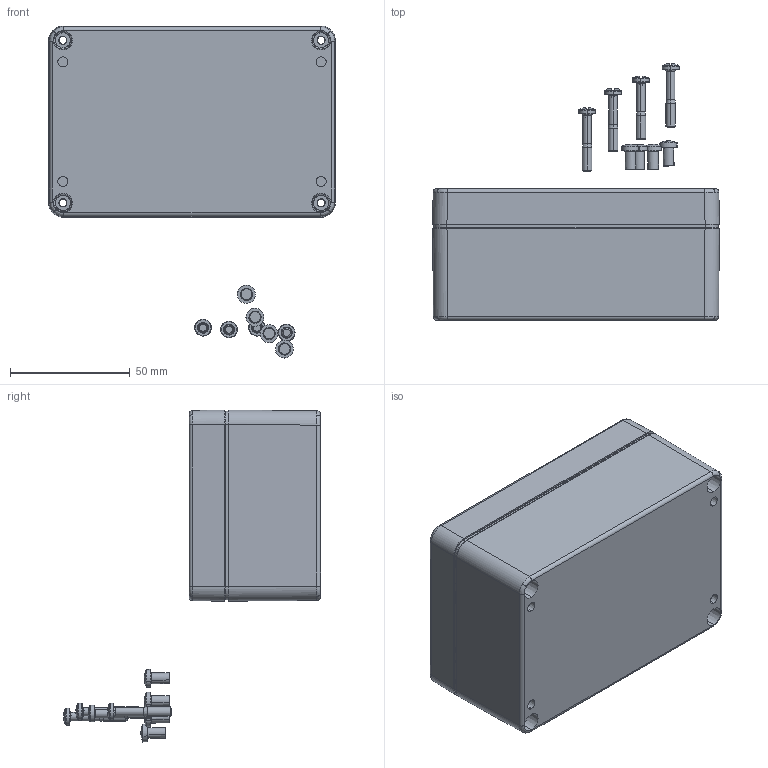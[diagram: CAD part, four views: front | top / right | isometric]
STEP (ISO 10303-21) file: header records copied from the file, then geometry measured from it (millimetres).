
FILE_DESCRIPTION (( 'STEP AP214' ), '1' );
FILE_NAME ('33081206.STEP', '2008-10-01T11:58:36', ( ' ' ), ( '' ), 'SwSTEP 2.0', 'SolidWorks 2008', '' );
FILE_SCHEMA (( 'AUTOMOTIVE_DESIGN' ));
Length unit declared in the file: millimetre
Products named in the file (9): 93214_WN1442 D4,5x7,8; 5200.009.0_Standard; 31092_Standard; 33081206; 51005_Standard; 34092_Standard; 82002_im Deckel eingebaut; 31090-Einpressbuchse_Standard
Assembly tree (17 placements, depth 3):
  33081206
    82002_im Deckel eingebaut
    51005_Standard
      5200.009.0_Standard  x4
      93214_WN1442 D4,5x7,8  x4
    31092_Standard
      31090-Einpressbuchse_Standard  x4
      31092_Standard
    34092_Standard
Bounding box: 120 x 107.54 x 138.9 mm (x, y, z)
Volume: 129317.1 mm3; surface area: 95964.2 mm2
Topology: 15 solids, 15 shells, 1530 faces, 3716 edges, 2262 vertices
Faces by surface type: plane 609, cylinder 295, bspline 280, cone 194, torus 144, sphere 8
Entity records: 43974 total; most frequent: CARTESIAN_POINT 20188, ORIENTED_EDGE 5188, DIRECTION 4554, EDGE_CURVE 2594, AXIS2_PLACEMENT_3D 1726, VERTEX_POINT 1548, EDGE_LOOP 1176, ADVANCED_FACE 1104
